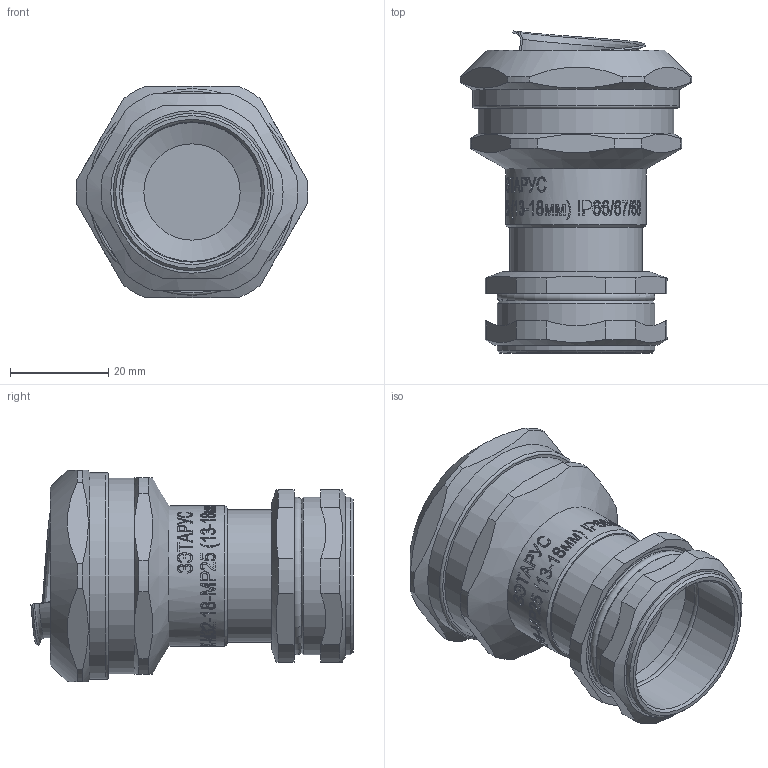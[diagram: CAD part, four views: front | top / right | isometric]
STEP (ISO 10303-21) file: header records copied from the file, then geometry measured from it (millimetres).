
FILE_DESCRIPTION(/* description */ (''),/* implementation_level */ '2;1');
FILE_NAME(/* name */ 'Модель ВК-М32-18-МР25.stp',/* time_stamp */ '2020-07-16T15:33:07+07:00',/* author */ ('Борисов Е'),/* organization */ (''),/* preprocessor_version */ 'ST-DEVELOPER v17',/* originating_system */ 'Autodesk Inventor 2019',/* authorisation */ '');
FILE_SCHEMA (('AUTOMOTIVE_DESIGN { 1 0 10303 214 3 1 1 }'));
Length unit declared in the file: millimetre
Products named in the file (1): Модель ВК-М3
2-18-МР25
Bounding box: 46.98 x 65.45 x 43 mm (x, y, z)
Volume: 38756.6 mm3; surface area: 18124.6 mm2
Topology: 1 solids, 1 shells, 609 faces, 1638 edges, 1097 vertices
Faces by surface type: bspline 300, plane 187, cylinder 93, cone 24, torus 5
Full cylindrical faces by diameter (mm): 24.4 x1, 25.2 x1, 27 x1, 28.5 x2, 28.6 x1, 32 x3, 33.2 x1, 33.5 x1, 37 x1, 38.5 x1, 39.8 x1, 42 x1
Entity records: 26810 total; most frequent: CARTESIAN_POINT 12740, ORIENTED_EDGE 3276, DIRECTION 1928, EDGE_CURVE 1638, VERTEX_POINT 1097, EDGE_LOOP 675, LINE 652, VECTOR 652
